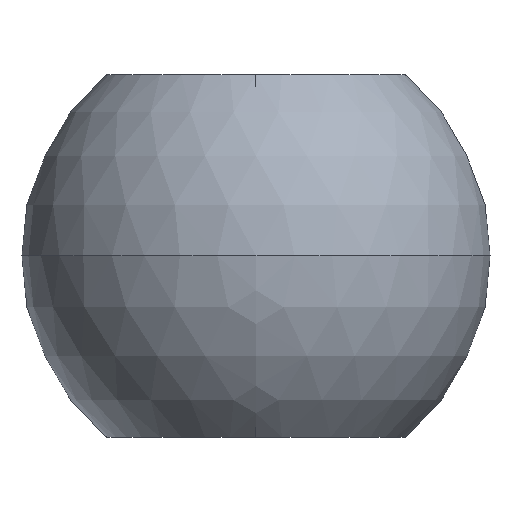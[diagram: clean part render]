
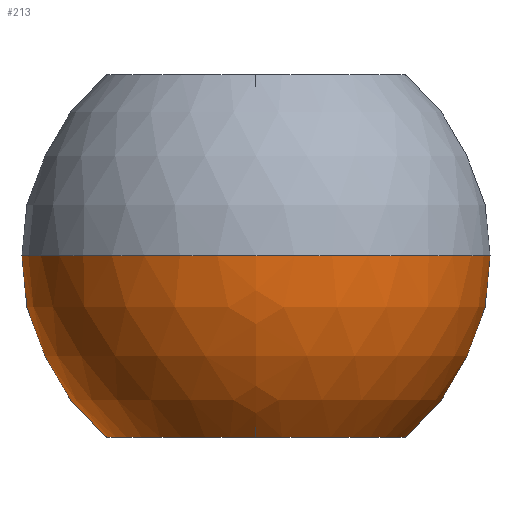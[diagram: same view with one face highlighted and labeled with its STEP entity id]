
A CAD part, left-side view. The second image highlights one B-rep face of the part: STEP entity #213.
In plain terms, the highlighted spherical face has radius 2.75 mm.
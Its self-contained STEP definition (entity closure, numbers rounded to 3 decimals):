
#115 = ORIENTED_EDGE ( 'NONE', *, *, #180, .T. ) ;
#180 = EDGE_CURVE ( 'NONE', #2821, #827, #2248, .T. ) ;
#213 = ADVANCED_FACE ( 'NONE', ( #1426, #1138 ), #2480, .T. ) ;
#244 = CARTESIAN_POINT ( 'NONE',  ( 2.168, 0., 0. ) ) ;
#326 = AXIS2_PLACEMENT_3D ( 'NONE', #2212, #894, #1944 ) ;
#331 = VERTEX_POINT ( 'NONE', #2408 ) ;
#360 = CARTESIAN_POINT ( 'NONE',  ( 0., 0., 0. ) ) ;
#397 = DIRECTION ( 'NONE',  ( 0., 0., -1. ) ) ;
#495 = CIRCLE ( 'NONE', #2079, 1.75 ) ;
#505 = CARTESIAN_POINT ( 'NONE',  ( 2.168, 0., 0. ) ) ;
#570 = ORIENTED_EDGE ( 'NONE', *, *, #2009, .T. ) ;
#614 = DIRECTION ( 'NONE',  ( 0., 0., -1. ) ) ;
#723 = DIRECTION ( 'NONE',  ( 1., 0., 0. ) ) ;
#827 = VERTEX_POINT ( 'NONE', #3086 ) ;
#847 = VERTEX_POINT ( 'NONE', #2307 ) ;
#894 = DIRECTION ( 'NONE',  ( 0., 0., 1. ) ) ;
#914 = CIRCLE ( 'NONE', #326, 1.75 ) ;
#965 = AXIS2_PLACEMENT_3D ( 'NONE', #1342, #1100, #2158 ) ;
#1010 = DIRECTION ( 'NONE',  ( -1., 0., 0. ) ) ;
#1070 = ORIENTED_EDGE ( 'NONE', *, *, #1460, .T. ) ;
#1100 = DIRECTION ( 'NONE',  ( 0., 0., 1. ) ) ;
#1101 = VERTEX_POINT ( 'NONE', #1360 ) ;
#1126 = EDGE_CURVE ( 'NONE', #1101, #827, #1519, .T. ) ;
#1138 = FACE_OUTER_BOUND ( 'NONE', #2724, .T. ) ;
#1307 = AXIS2_PLACEMENT_3D ( 'NONE', #505, #1010, #1475 ) ;
#1342 = CARTESIAN_POINT ( 'NONE',  ( 0., 0., 0. ) ) ;
#1360 = CARTESIAN_POINT ( 'NONE',  ( 2.168, 1.692, 0. ) ) ;
#1426 = FACE_BOUND ( 'NONE', #1693, .T. ) ;
#1460 = EDGE_CURVE ( 'NONE', #1101, #331, #1463, .T. ) ;
#1463 = CIRCLE ( 'NONE', #2019, 1.692 ) ;
#1475 = DIRECTION ( 'NONE',  ( 0., 0., 1. ) ) ;
#1519 = CIRCLE ( 'NONE', #965, 2.75 ) ;
#1631 = AXIS2_PLACEMENT_3D ( 'NONE', #2180, #397, #2688 ) ;
#1682 = AXIS2_PLACEMENT_3D ( 'NONE', #360, #614, #2997 ) ;
#1693 = EDGE_LOOP ( 'NONE', ( #2873, #2789 ) ) ;
#1761 = CARTESIAN_POINT ( 'NONE',  ( 2.168, -1.692, 0. ) ) ;
#1798 = CIRCLE ( 'NONE', #1307, 1.692 ) ;
#1814 = CARTESIAN_POINT ( 'NONE',  ( -1.75, 0., -2.121 ) ) ;
#1944 = DIRECTION ( 'NONE',  ( 1., 0., 0. ) ) ;
#2009 = EDGE_CURVE ( 'NONE', #331, #2821, #1798, .T. ) ;
#2019 = AXIS2_PLACEMENT_3D ( 'NONE', #244, #3200, #3117 ) ;
#2079 = AXIS2_PLACEMENT_3D ( 'NONE', #3052, #2500, #723 ) ;
#2158 = DIRECTION ( 'NONE',  ( 1., 0., 0. ) ) ;
#2180 = CARTESIAN_POINT ( 'NONE',  ( 0., 0., 0. ) ) ;
#2212 = CARTESIAN_POINT ( 'NONE',  ( 0., 0., -2.121 ) ) ;
#2248 = CIRCLE ( 'NONE', #1631, 2.75 ) ;
#2307 = CARTESIAN_POINT ( 'NONE',  ( 1.75, 0., -2.121 ) ) ;
#2408 = CARTESIAN_POINT ( 'NONE',  ( 2.168, 0., -1.692 ) ) ;
#2480 = SPHERICAL_SURFACE ( 'NONE', #1682, 2.75 ) ;
#2500 = DIRECTION ( 'NONE',  ( 0., 0., 1. ) ) ;
#2688 = DIRECTION ( 'NONE',  ( 0., 1., 0. ) ) ;
#2724 = EDGE_LOOP ( 'NONE', ( #1070, #570, #115, #2803 ) ) ;
#2789 = ORIENTED_EDGE ( 'NONE', *, *, #2822, .T. ) ;
#2803 = ORIENTED_EDGE ( 'NONE', *, *, #1126, .F. ) ;
#2821 = VERTEX_POINT ( 'NONE', #1761 ) ;
#2822 = EDGE_CURVE ( 'NONE', #3060, #847, #495, .T. ) ;
#2873 = ORIENTED_EDGE ( 'NONE', *, *, #3165, .T. ) ;
#2997 = DIRECTION ( 'NONE',  ( 0., 1., 0. ) ) ;
#3052 = CARTESIAN_POINT ( 'NONE',  ( 0., 0., -2.121 ) ) ;
#3060 = VERTEX_POINT ( 'NONE', #1814 ) ;
#3086 = CARTESIAN_POINT ( 'NONE',  ( -2.75, 0., 0. ) ) ;
#3117 = DIRECTION ( 'NONE',  ( 0., 0., 1. ) ) ;
#3165 = EDGE_CURVE ( 'NONE', #847, #3060, #914, .T. ) ;
#3200 = DIRECTION ( 'NONE',  ( -1., 0., 0. ) ) ;
